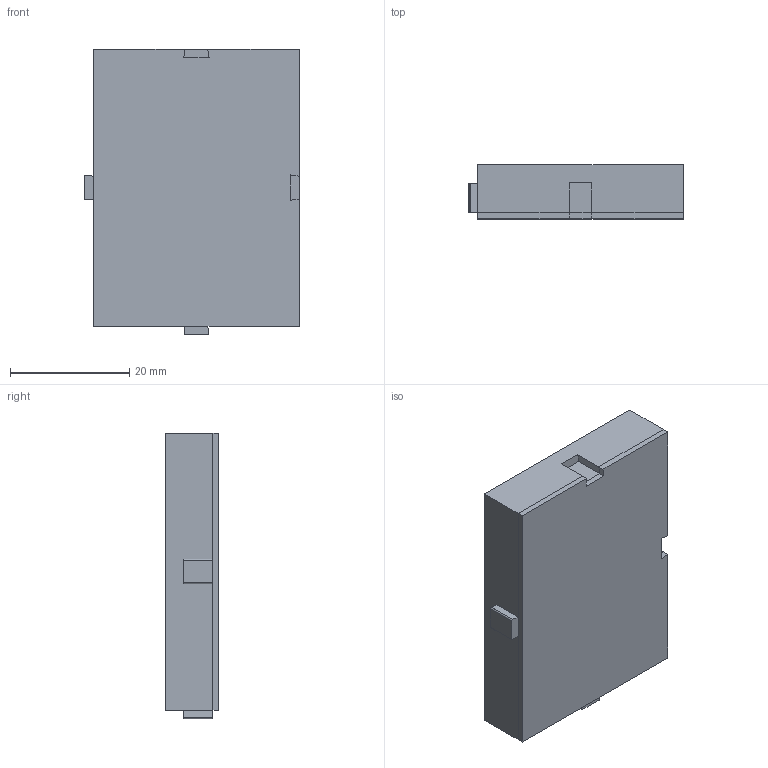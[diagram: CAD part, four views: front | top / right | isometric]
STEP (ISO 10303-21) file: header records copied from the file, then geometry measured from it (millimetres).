
FILE_DESCRIPTION (( 'STEP AP214' ), '1' );
FILE_NAME ('Mini-Breadboard YELLOW.STEP', '2022-11-15T00:08:24', ( '' ), ( '' ), 'SwSTEP 2.0', 'SolidWorks 2022', '' );
FILE_SCHEMA (( 'AUTOMOTIVE_DESIGN' ));
Length unit declared in the file: millimetre
Products named in the file (1): Mini-Breadboard YELLOW
Bounding box: 36 x 9 x 48 mm (x, y, z)
Volume: 13337 mm3; surface area: 11922.3 mm2
Topology: 4 solids, 4 shells, 1424 faces, 3560 edges, 2147 vertices
Faces by surface type: plane 1407, cylinder 17
Entity records: 41601 total; most frequent: CARTESIAN_POINT 7138, ORIENTED_EDGE 7120, DIRECTION 6441, EDGE_CURVE 3560, LINE 3525, VECTOR 3525, VERTEX_POINT 2147, EDGE_LOOP 1771
